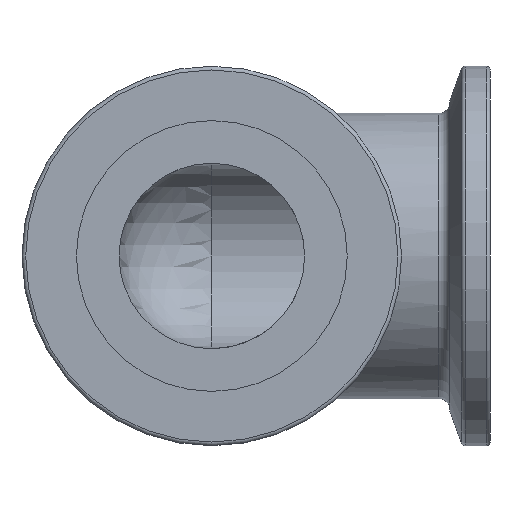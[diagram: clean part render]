
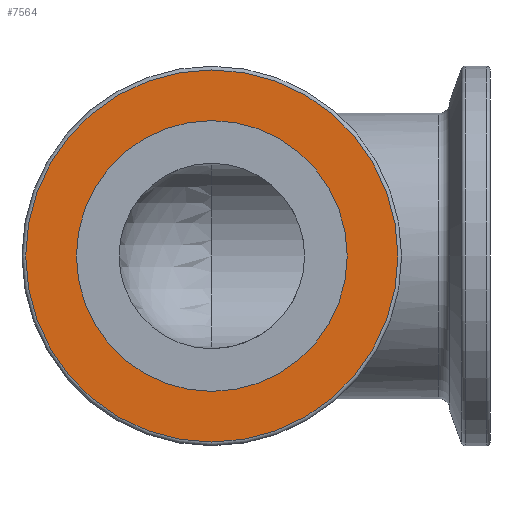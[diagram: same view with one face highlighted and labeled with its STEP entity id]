
A CAD part, front view. The second image highlights one B-rep face of the part: STEP entity #7564.
In plain terms, the highlighted planar face has unit normal (0, -1, 0).
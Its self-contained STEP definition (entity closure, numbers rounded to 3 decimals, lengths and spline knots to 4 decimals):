
#270=PLANE('',#8184);
#420=FACE_BOUND('',#2449,.T.);
#1988=FACE_OUTER_BOUND('',#2448,.T.);
#2448=EDGE_LOOP('',(#5422,#5423));
#2449=EDGE_LOOP('',(#5424,#5425));
#2923=CIRCLE('',#8182,1.505);
#2924=CIRCLE('',#8183,1.505);
#2925=CIRCLE('',#8185,1.095);
#2926=CIRCLE('',#8186,1.095);
#3312=VERTEX_POINT('',#14895);
#3313=VERTEX_POINT('',#14897);
#3314=VERTEX_POINT('',#14901);
#3315=VERTEX_POINT('',#14902);
#4152=EDGE_CURVE('',#3312,#3313,#2923,.T.);
#4153=EDGE_CURVE('',#3313,#3312,#2924,.T.);
#4154=EDGE_CURVE('',#3314,#3315,#2925,.T.);
#4155=EDGE_CURVE('',#3315,#3314,#2926,.T.);
#5422=ORIENTED_EDGE('',*,*,#4153,.F.);
#5423=ORIENTED_EDGE('',*,*,#4152,.F.);
#5424=ORIENTED_EDGE('',*,*,#4154,.T.);
#5425=ORIENTED_EDGE('',*,*,#4155,.T.);
#7564=ADVANCED_FACE('',(#1988,#420),#270,.T.);
#8182=AXIS2_PLACEMENT_3D('',#14898,#8906,#8907);
#8183=AXIS2_PLACEMENT_3D('',#14899,#8908,#8909);
#8184=AXIS2_PLACEMENT_3D('',#14900,#8910,#8911);
#8185=AXIS2_PLACEMENT_3D('',#14903,#8912,#8913);
#8186=AXIS2_PLACEMENT_3D('',#14904,#8914,#8915);
#8906=DIRECTION('center_axis',(0.,1.,0.));
#8907=DIRECTION('ref_axis',(1.,0.,0.));
#8908=DIRECTION('center_axis',(0.,1.,0.));
#8909=DIRECTION('ref_axis',(1.,0.,0.));
#8910=DIRECTION('center_axis',(0.,-1.,0.));
#8911=DIRECTION('ref_axis',(0.,0.,-1.));
#8912=DIRECTION('center_axis',(0.,1.,0.));
#8913=DIRECTION('ref_axis',(-1.,0.,0.));
#8914=DIRECTION('center_axis',(0.,1.,0.));
#8915=DIRECTION('ref_axis',(-1.,0.,0.));
#14895=CARTESIAN_POINT('',(0.,-2.25,-1.505));
#14897=CARTESIAN_POINT('',(-1.505,-2.25,0.));
#14898=CARTESIAN_POINT('Origin',(0.,-2.25,0.));
#14899=CARTESIAN_POINT('Origin',(0.,-2.25,0.));
#14900=CARTESIAN_POINT('Origin',(-1.315,-2.25,0.));
#14901=CARTESIAN_POINT('',(-1.095,-2.25,0.));
#14902=CARTESIAN_POINT('',(1.095,-2.25,0.));
#14903=CARTESIAN_POINT('Origin',(0.,-2.25,0.));
#14904=CARTESIAN_POINT('Origin',(0.,-2.25,0.));
